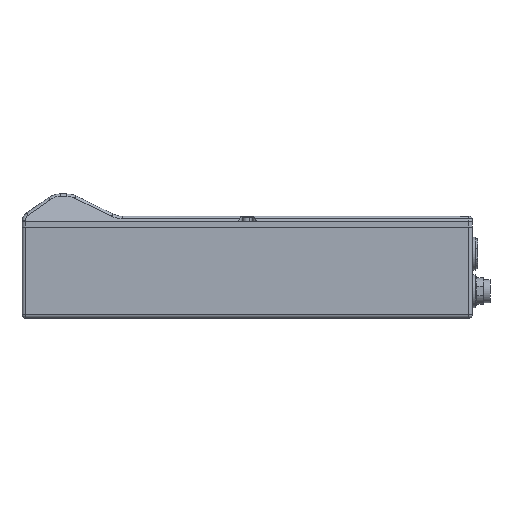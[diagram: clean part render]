
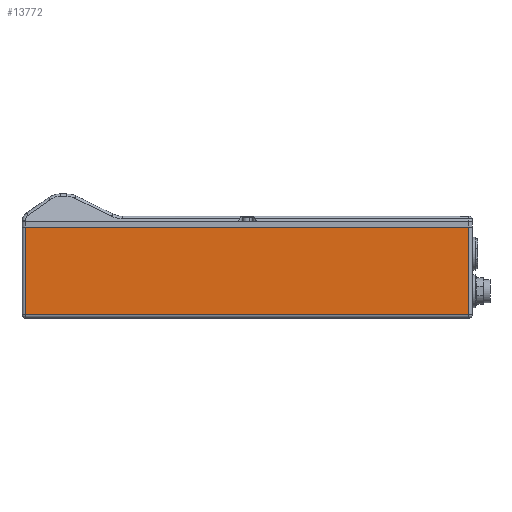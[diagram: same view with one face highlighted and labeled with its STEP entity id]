
A CAD part, left-side view. The second image highlights one B-rep face of the part: STEP entity #13772.
In plain terms, the highlighted planar face has unit normal (-1, 0, 0).
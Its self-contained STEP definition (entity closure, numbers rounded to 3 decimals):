
#2588=DIRECTION('',(0.,-1.,0.));
#2589=VECTOR('',#2588,268.);
#2590=CARTESIAN_POINT('',(-24.5,231.,-6.7));
#2591=LINE('',#2590,#2589);
#2631=DIRECTION('',(0.,0.,-1.));
#2632=VECTOR('',#2631,52.8);
#2633=CARTESIAN_POINT('',(-24.5,-37.,-6.7));
#2634=LINE('',#2633,#2632);
#3108=DIRECTION('',(0.,1.,0.));
#3109=VECTOR('',#3108,268.);
#3110=CARTESIAN_POINT('',(-24.5,-37.,-59.5));
#3111=LINE('',#3110,#3109);
#3313=DIRECTION('',(0.,0.,1.));
#3314=VECTOR('',#3313,52.8);
#3315=CARTESIAN_POINT('',(-24.5,231.,-59.5));
#3316=LINE('',#3315,#3314);
#8205=CARTESIAN_POINT('',(-24.5,-37.,-6.7));
#8206=CARTESIAN_POINT('',(-24.5,-37.,-59.5));
#8207=VERTEX_POINT('',#8205);
#8208=VERTEX_POINT('',#8206);
#8211=CARTESIAN_POINT('',(-24.5,231.,-59.5));
#8212=CARTESIAN_POINT('',(-24.5,231.,-6.7));
#8213=VERTEX_POINT('',#8211);
#8214=VERTEX_POINT('',#8212);
#13761=CARTESIAN_POINT('',(-24.5,-39.,-6.7));
#13762=DIRECTION('',(-1.,0.,0.));
#13763=DIRECTION('',(0.,0.,1.));
#13764=AXIS2_PLACEMENT_3D('',#13761,#13762,#13763);
#13765=PLANE('',#13764);
#13766=ORIENTED_EDGE('',*,*,#12922,.T.);
#13767=ORIENTED_EDGE('',*,*,#12959,.T.);
#13768=ORIENTED_EDGE('',*,*,#13490,.T.);
#13769=ORIENTED_EDGE('',*,*,#13753,.T.);
#13770=EDGE_LOOP('',(#13766,#13767,#13768,#13769));
#13771=FACE_OUTER_BOUND('',#13770,.F.);
#13772=ADVANCED_FACE('',(#13771),#13765,.T.);
#12922=EDGE_CURVE('',#8214,#8207,#2591,.T.);
#12959=EDGE_CURVE('',#8207,#8208,#2634,.T.);
#13490=EDGE_CURVE('',#8208,#8213,#3111,.T.);
#13753=EDGE_CURVE('',#8213,#8214,#3316,.T.);
